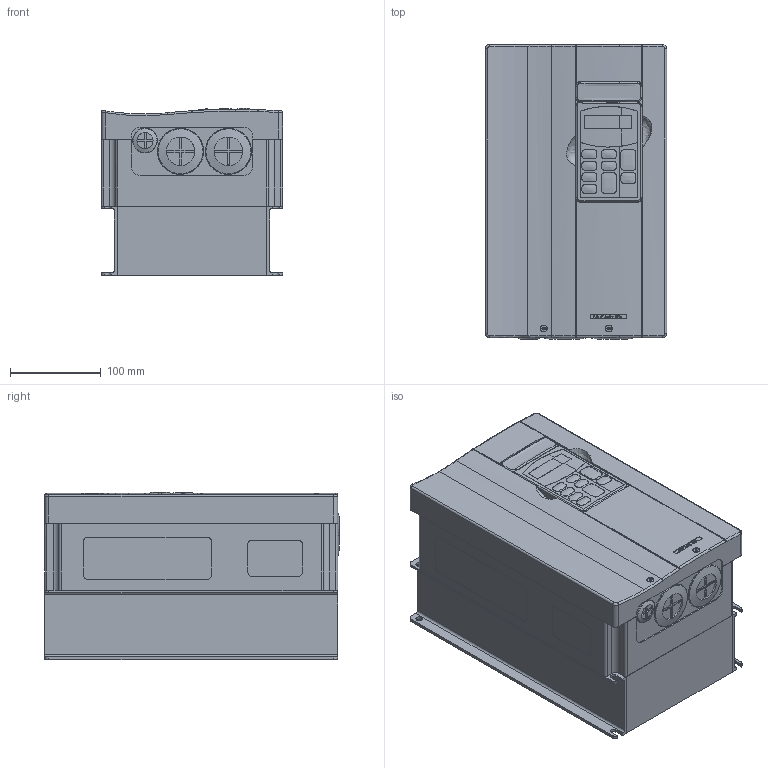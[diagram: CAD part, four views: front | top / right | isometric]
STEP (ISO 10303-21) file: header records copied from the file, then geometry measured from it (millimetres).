
FILE_DESCRIPTION (( 'STEP AP214' ), '1' );
FILE_NAME ('GS3-47P5.step', '2014-07-21T20:34:49', ( '' ), ( '' ), 'SwSTEP 2.0', 'SolidWorks 2013', '' );
FILE_SCHEMA (( 'AUTOMOTIVE_DESIGN' ));
Length unit declared in the file: inch
Products named in the file (1): GS3-47P5
Bounding box: 199.9 x 324.88 x 184.5 mm (x, y, z)
Volume: 10916433.5 mm3; surface area: 393430.1 mm2
Topology: 1 solids, 1 shells, 815 faces, 2158 edges, 1411 vertices
Faces by surface type: plane 467, cylinder 168, bspline 154, torus 14, cone 8, sphere 4
Entity records: 48213 total; most frequent: CARTESIAN_POINT 19601, ORIENTED_EDGE 4300, DIRECTION 3346, EDGE_CURVE 2150, VERTEX_POINT 1407, VECTOR 1386, LINE 1386, AXIS2_PLACEMENT_3D 980
